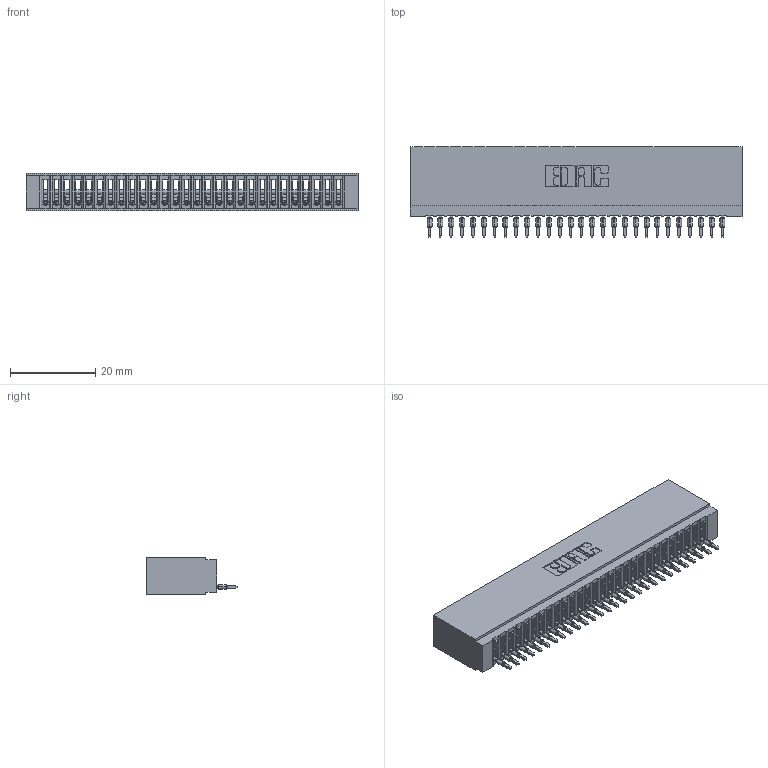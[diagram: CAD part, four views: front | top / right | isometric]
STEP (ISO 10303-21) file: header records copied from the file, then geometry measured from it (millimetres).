
FILE_DESCRIPTION (( 'STEP AP203' ), '1' );
FILE_NAME ('745-028-525-101.STEP', '2026-02-25T17:25:33', ( '' ), ( '' ), 'SwSTEP 2.0', 'SolidWorks 2023', '' );
FILE_SCHEMA (( 'CONFIG_CONTROL_DESIGN' ));
Length unit declared in the file: millimetre
Products named in the file (3): 745-292-001_525; 745 Part_Insulator Option - 01; 745-028-525-101
Assembly tree (29 placements, depth 2):
  745-028-525-101
    745 Part_Insulator Option - 01
    745-292-001_525  x28
Bounding box: 77.72 x 21.22 x 8.89 mm (x, y, z)
Volume: 6802.7 mm3; surface area: 12341.7 mm2
Topology: 29 solids, 29 shells, 3231 faces, 8882 edges, 5604 vertices
Faces by surface type: plane 1931, cylinder 572, bspline 560, torus 168
Entity records: 48154 total; most frequent: CARTESIAN_POINT 8987, ORIENTED_EDGE 8422, DIRECTION 7313, EDGE_CURVE 4211, LINE 3861, VECTOR 3861, VERTEX_POINT 2688, AXIS2_PLACEMENT_3D 1726
